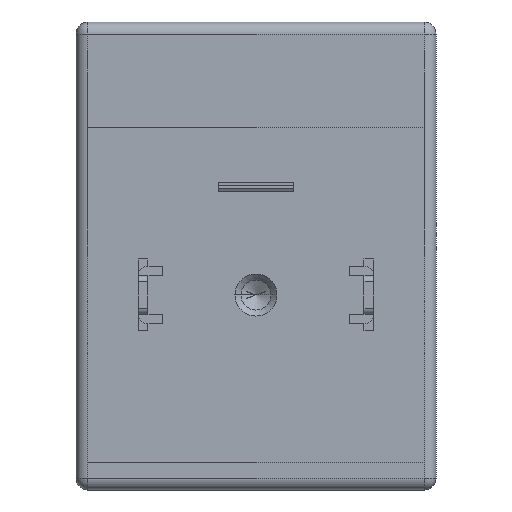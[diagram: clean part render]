
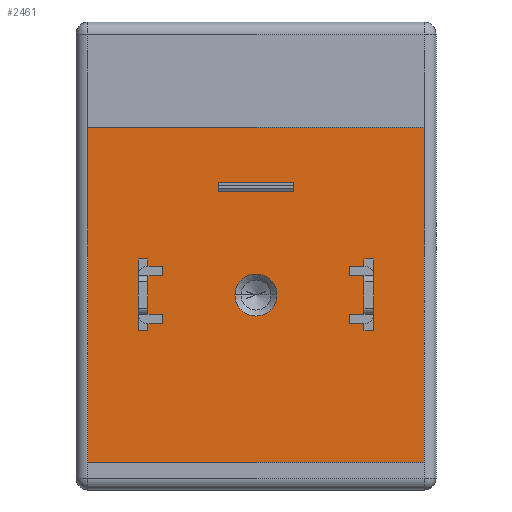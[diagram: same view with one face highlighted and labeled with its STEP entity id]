
A CAD part, left-side view. The second image highlights one B-rep face of the part: STEP entity #2461.
In plain terms, the highlighted planar face has unit normal (-1, 0, 0).
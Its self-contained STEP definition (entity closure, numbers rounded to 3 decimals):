
#137=DIRECTION('',(0.,0.,1.));
#138=VECTOR('',#137,28.);
#139=CARTESIAN_POINT('',(-21.5,-14.,-17.25));
#140=LINE('',#139,#138);
#144=DIRECTION('',(0.,-1.,0.));
#145=VECTOR('',#144,28.);
#146=CARTESIAN_POINT('',(-21.5,14.,-17.25));
#147=LINE('',#146,#145);
#151=DIRECTION('',(0.,0.,-1.));
#152=VECTOR('',#151,28.);
#153=CARTESIAN_POINT('',(-21.5,14.,10.75));
#154=LINE('',#153,#152);
#158=DIRECTION('',(0.,1.,0.));
#159=VECTOR('',#158,28.);
#160=CARTESIAN_POINT('',(-21.5,-14.,10.75));
#161=LINE('',#160,#159);
#165=CARTESIAN_POINT('',(-21.5,0.,-3.25));
#166=DIRECTION('',(-1.,0.,0.));
#167=DIRECTION('',(0.,1.,0.));
#168=AXIS2_PLACEMENT_3D('',#165,#166,#167);
#173=CARTESIAN_POINT('',(-21.5,0.,-3.25));
#174=DIRECTION('',(-1.,0.,0.));
#175=DIRECTION('',(0.,-1.,0.));
#176=AXIS2_PLACEMENT_3D('',#173,#174,#175);
#181=DIRECTION('',(0.,0.,1.));
#182=VECTOR('',#181,0.8);
#183=CARTESIAN_POINT('',(-21.5,-3.15,5.35));
#184=LINE('',#183,#182);
#188=DIRECTION('',(0.,-1.,0.));
#189=VECTOR('',#188,6.3);
#190=CARTESIAN_POINT('',(-21.5,3.15,6.15));
#191=LINE('',#190,#189);
#195=DIRECTION('',(0.,0.,1.));
#196=VECTOR('',#195,0.8);
#197=CARTESIAN_POINT('',(-21.5,3.15,5.35));
#198=LINE('',#197,#196);
#202=DIRECTION('',(0.,-1.,0.));
#203=VECTOR('',#202,6.3);
#204=CARTESIAN_POINT('',(-21.5,3.15,5.35));
#205=LINE('',#204,#203);
#209=DIRECTION('',(0.,0.,-1.));
#210=VECTOR('',#209,6.);
#211=CARTESIAN_POINT('',(-21.5,-9.,-0.25));
#212=LINE('',#211,#210);
#216=DIRECTION('',(0.,-1.,0.));
#217=VECTOR('',#216,0.8);
#218=CARTESIAN_POINT('',(-21.5,-9.,-6.25));
#219=LINE('',#218,#217);
#223=DIRECTION('',(0.,0.,-1.));
#224=VECTOR('',#223,6.);
#225=CARTESIAN_POINT('',(-21.5,-9.8,-0.25));
#226=LINE('',#225,#224);
#230=DIRECTION('',(0.,-1.,0.));
#231=VECTOR('',#230,0.8);
#232=CARTESIAN_POINT('',(-21.5,-9.,-0.25));
#233=LINE('',#232,#231);
#237=DIRECTION('',(0.,0.,-1.));
#238=VECTOR('',#237,6.);
#239=CARTESIAN_POINT('',(-21.5,9.,-0.25));
#240=LINE('',#239,#238);
#244=DIRECTION('',(0.,1.,0.));
#245=VECTOR('',#244,0.8);
#246=CARTESIAN_POINT('',(-21.5,9.,-0.25));
#247=LINE('',#246,#245);
#251=DIRECTION('',(0.,0.,-1.));
#252=VECTOR('',#251,6.);
#253=CARTESIAN_POINT('',(-21.5,9.8,-0.25));
#254=LINE('',#253,#252);
#258=DIRECTION('',(0.,1.,0.));
#259=VECTOR('',#258,0.8);
#260=CARTESIAN_POINT('',(-21.5,9.,-6.25));
#261=LINE('',#260,#259);
#2027=CARTESIAN_POINT('',(-21.5,-14.,-17.25));
#2028=CARTESIAN_POINT('',(-21.5,-14.,10.75));
#2029=VERTEX_POINT('',#2027);
#2030=VERTEX_POINT('',#2028);
#2031=CARTESIAN_POINT('',(-21.5,14.,10.75));
#2032=VERTEX_POINT('',#2031);
#2033=CARTESIAN_POINT('',(-21.5,14.,-17.25));
#2034=VERTEX_POINT('',#2033);
#2093=CARTESIAN_POINT('',(-21.5,1.75,-3.25));
#2094=CARTESIAN_POINT('',(-21.5,-1.75,-3.25));
#2095=VERTEX_POINT('',#2093);
#2096=VERTEX_POINT('',#2094);
#2113=CARTESIAN_POINT('',(-21.5,-3.15,5.35));
#2114=CARTESIAN_POINT('',(-21.5,-3.15,6.15));
#2115=VERTEX_POINT('',#2113);
#2116=VERTEX_POINT('',#2114);
#2117=CARTESIAN_POINT('',(-21.5,3.15,5.35));
#2118=VERTEX_POINT('',#2117);
#2119=CARTESIAN_POINT('',(-21.5,3.15,6.15));
#2120=VERTEX_POINT('',#2119);
#2153=CARTESIAN_POINT('',(-21.5,-9.,-0.25));
#2154=CARTESIAN_POINT('',(-21.5,-9.,-6.25));
#2155=VERTEX_POINT('',#2153);
#2156=VERTEX_POINT('',#2154);
#2157=CARTESIAN_POINT('',(-21.5,-9.8,-0.25));
#2158=CARTESIAN_POINT('',(-21.5,-9.8,-6.25));
#2159=VERTEX_POINT('',#2157);
#2160=VERTEX_POINT('',#2158);
#2241=CARTESIAN_POINT('',(-21.5,9.,-0.25));
#2242=VERTEX_POINT('',#2241);
#2243=CARTESIAN_POINT('',(-21.5,9.,-6.25));
#2244=VERTEX_POINT('',#2243);
#2245=CARTESIAN_POINT('',(-21.5,9.8,-0.25));
#2246=VERTEX_POINT('',#2245);
#2247=CARTESIAN_POINT('',(-21.5,9.8,-6.25));
#2248=VERTEX_POINT('',#2247);
#2413=CARTESIAN_POINT('',(-21.5,-15.,0.));
#2414=DIRECTION('',(-1.,0.,0.));
#2415=DIRECTION('',(0.,1.,0.));
#2416=AXIS2_PLACEMENT_3D('',#2413,#2414,#2415);
#2417=PLANE('',#2416);
#2418=ORIENTED_EDGE('',*,*,#2348,.F.);
#2419=ORIENTED_EDGE('',*,*,#2364,.F.);
#2421=ORIENTED_EDGE('',*,*,#2420,.F.);
#2422=ORIENTED_EDGE('',*,*,#2406,.F.);
#2423=EDGE_LOOP('',(#2418,#2419,#2421,#2422));
#2424=FACE_OUTER_BOUND('',#2423,.F.);
#2426=ORIENTED_EDGE('',*,*,#2425,.T.);
#2428=ORIENTED_EDGE('',*,*,#2427,.T.);
#2429=EDGE_LOOP('',(#2426,#2428));
#2430=FACE_BOUND('',#2429,.F.);
#2432=ORIENTED_EDGE('',*,*,#2431,.T.);
#2434=ORIENTED_EDGE('',*,*,#2433,.F.);
#2436=ORIENTED_EDGE('',*,*,#2435,.F.);
#2438=ORIENTED_EDGE('',*,*,#2437,.T.);
#2439=EDGE_LOOP('',(#2432,#2434,#2436,#2438));
#2440=FACE_BOUND('',#2439,.F.);
#2442=ORIENTED_EDGE('',*,*,#2441,.T.);
#2444=ORIENTED_EDGE('',*,*,#2443,.T.);
#2446=ORIENTED_EDGE('',*,*,#2445,.F.);
#2448=ORIENTED_EDGE('',*,*,#2447,.F.);
#2449=EDGE_LOOP('',(#2442,#2444,#2446,#2448));
#2450=FACE_BOUND('',#2449,.F.);
#2452=ORIENTED_EDGE('',*,*,#2451,.F.);
#2454=ORIENTED_EDGE('',*,*,#2453,.T.);
#2456=ORIENTED_EDGE('',*,*,#2455,.T.);
#2458=ORIENTED_EDGE('',*,*,#2457,.F.);
#2459=EDGE_LOOP('',(#2452,#2454,#2456,#2458));
#2460=FACE_BOUND('',#2459,.F.);
#169=CIRCLE('',#168,1.75);
#177=CIRCLE('',#176,1.75);
#2348=EDGE_CURVE('',#2029,#2030,#140,.T.);
#2364=EDGE_CURVE('',#2034,#2029,#147,.T.);
#2406=EDGE_CURVE('',#2030,#2032,#161,.T.);
#2420=EDGE_CURVE('',#2032,#2034,#154,.T.);
#2425=EDGE_CURVE('',#2095,#2096,#169,.T.);
#2427=EDGE_CURVE('',#2096,#2095,#177,.T.);
#2431=EDGE_CURVE('',#2115,#2116,#184,.T.);
#2433=EDGE_CURVE('',#2120,#2116,#191,.T.);
#2435=EDGE_CURVE('',#2118,#2120,#198,.T.);
#2437=EDGE_CURVE('',#2118,#2115,#205,.T.);
#2441=EDGE_CURVE('',#2155,#2156,#212,.T.);
#2443=EDGE_CURVE('',#2156,#2160,#219,.T.);
#2445=EDGE_CURVE('',#2159,#2160,#226,.T.);
#2447=EDGE_CURVE('',#2155,#2159,#233,.T.);
#2451=EDGE_CURVE('',#2242,#2244,#240,.T.);
#2453=EDGE_CURVE('',#2242,#2246,#247,.T.);
#2455=EDGE_CURVE('',#2246,#2248,#254,.T.);
#2457=EDGE_CURVE('',#2244,#2248,#261,.T.);
#2461=ADVANCED_FACE('',(#2424,#2430,#2440,#2450,#2460),#2417,.T.);
